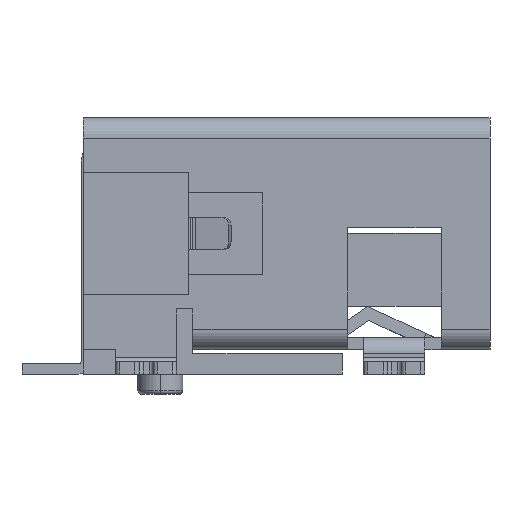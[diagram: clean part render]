
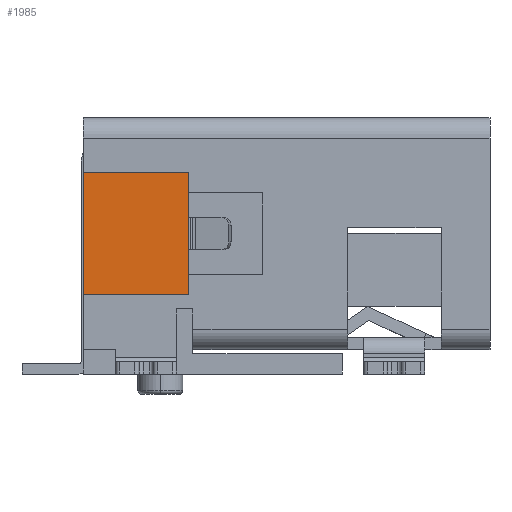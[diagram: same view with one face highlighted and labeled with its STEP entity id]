
A CAD part, left-side view. The second image highlights one B-rep face of the part: STEP entity #1985.
In plain terms, the highlighted planar face has unit normal (-1, 0, 0).
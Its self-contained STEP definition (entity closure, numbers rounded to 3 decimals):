
#1786 = DIRECTION ( 'NONE',  ( 0., 0., 1. ) ) ;
#1985 = ADVANCED_FACE ( 'NONE', ( #6364 ), #17974, .F. ) ;
#3300 = CARTESIAN_POINT ( 'NONE',  ( -7.3, 7.4, 1.5 ) ) ;
#3856 = AXIS2_PLACEMENT_3D ( 'NONE', #12097, #11692, #23358 ) ;
#4687 = VERTEX_POINT ( 'NONE', #6839 ) ;
#6210 = LINE ( 'NONE', #3300, #22904 ) ;
#6364 = FACE_OUTER_BOUND ( 'NONE', #14375, .T. ) ;
#6839 = CARTESIAN_POINT ( 'NONE',  ( -7.3, 10., -1.5 ) ) ;
#7812 = DIRECTION ( 'NONE',  ( 0., 1., 0. ) ) ;
#9795 = CARTESIAN_POINT ( 'NONE',  ( -7.3, 10., 1.5 ) ) ;
#11692 = DIRECTION ( 'NONE',  ( 1., 0., 0. ) ) ;
#12097 = CARTESIAN_POINT ( 'NONE',  ( -7.3, 0., 0. ) ) ;
#14174 = VERTEX_POINT ( 'NONE', #16669 ) ;
#14375 = EDGE_LOOP ( 'NONE', ( #25269, #26843, #22632, #19725 ) ) ;
#14849 = CARTESIAN_POINT ( 'NONE',  ( -7.3, 7.4, 1.5 ) ) ;
#14968 = DIRECTION ( 'NONE',  ( 0., -1., 0. ) ) ;
#15230 = VECTOR ( 'NONE', #24201, 1000. ) ;
#16669 = CARTESIAN_POINT ( 'NONE',  ( -7.3, 7.4, 1.5 ) ) ;
#17974 = PLANE ( 'NONE',  #3856 ) ;
#19152 = LINE ( 'NONE', #35683, #34377 ) ;
#19725 = ORIENTED_EDGE ( 'NONE', *, *, #24002, .F. ) ;
#20176 = EDGE_CURVE ( 'NONE', #23598, #14174, #6210, .T. ) ;
#22632 = ORIENTED_EDGE ( 'NONE', *, *, #26649, .F. ) ;
#22904 = VECTOR ( 'NONE', #14968, 1000. ) ;
#23358 = DIRECTION ( 'NONE',  ( 0., 0., 1. ) ) ;
#23598 = VERTEX_POINT ( 'NONE', #9795 ) ;
#24002 = EDGE_CURVE ( 'NONE', #14174, #28576, #35138, .T. ) ;
#24201 = DIRECTION ( 'NONE',  ( 0., 0., -1. ) ) ;
#25191 = CARTESIAN_POINT ( 'NONE',  ( -7.3, 7.4, -1.5 ) ) ;
#25269 = ORIENTED_EDGE ( 'NONE', *, *, #20176, .F. ) ;
#26030 = EDGE_CURVE ( 'NONE', #4687, #23598, #19152, .T. ) ;
#26649 = EDGE_CURVE ( 'NONE', #28576, #4687, #28104, .T. ) ;
#26843 = ORIENTED_EDGE ( 'NONE', *, *, #26030, .F. ) ;
#27633 = VECTOR ( 'NONE', #7812, 1000. ) ;
#28104 = LINE ( 'NONE', #25191, #27633 ) ;
#28576 = VERTEX_POINT ( 'NONE', #32532 ) ;
#32532 = CARTESIAN_POINT ( 'NONE',  ( -7.3, 7.4, -1.5 ) ) ;
#34377 = VECTOR ( 'NONE', #1786, 1000. ) ;
#35138 = LINE ( 'NONE', #14849, #15230 ) ;
#35683 = CARTESIAN_POINT ( 'NONE',  ( -7.3, 10., 1.5 ) ) ;
